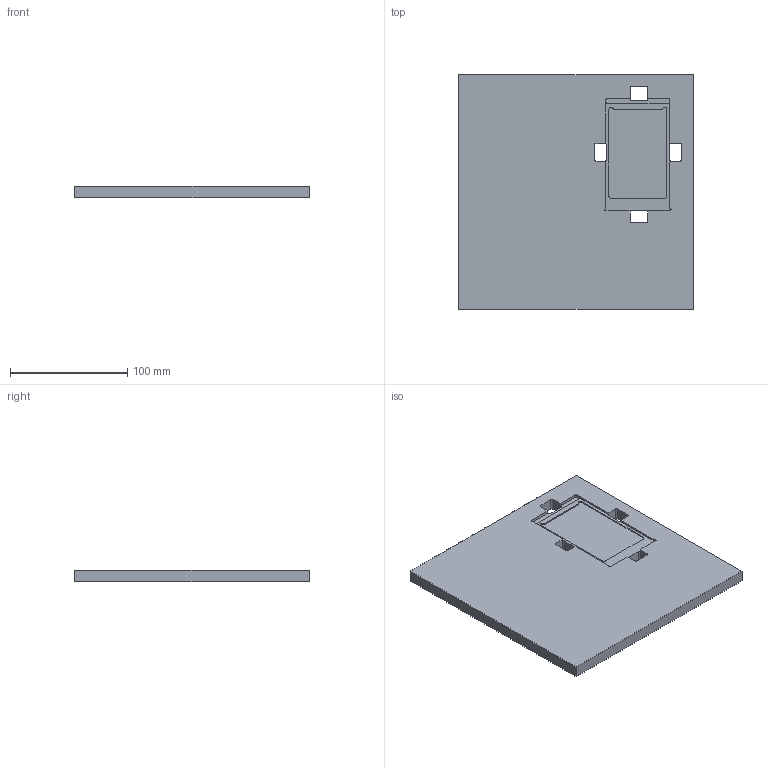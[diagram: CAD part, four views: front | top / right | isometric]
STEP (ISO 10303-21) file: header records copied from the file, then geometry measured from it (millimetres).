
FILE_DESCRIPTION(('STEP AP242'), '1');
FILE_NAME('Ïëèòà ïðåññ', '', ('UNSPECIFIED'), ('UNSPECIFIED'), 'ASCON STEP Converter 1.6', 'ASCON Math Kernel', '');
FILE_SCHEMA(('AP242_MANAGED_MODEL_BASED_3D_ENGINEERING_MIM_LF { 1 0 10303 442 1 1 4 }'));
Length unit declared in the file: millimetre
Bounding box: 200 x 200 x 10 mm (x, y, z)
Volume: 382148 mm3; surface area: 89244.7 mm2
Topology: 1 solids, 1 shells, 75 faces, 219 edges, 144 vertices
Faces by surface type: plane 49, cylinder 26
Entity records: 3133 total; most frequent: CARTESIAN_POINT 445, ORIENTED_EDGE 438, DIRECTION 421, EDGE_CURVE 219, LINE 165, VECTOR 165, VERTEX_POINT 144, AXIS2_PLACEMENT_3D 128
